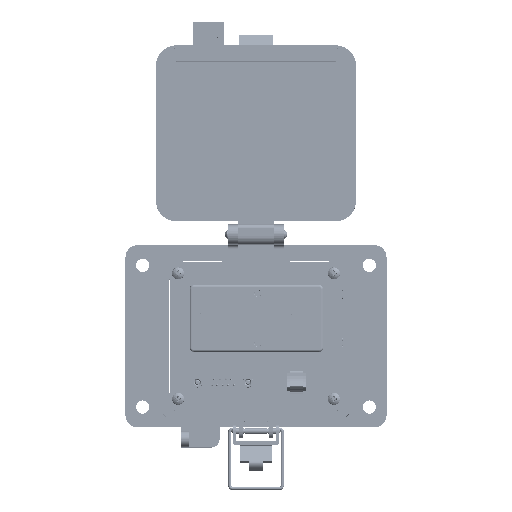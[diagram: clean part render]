
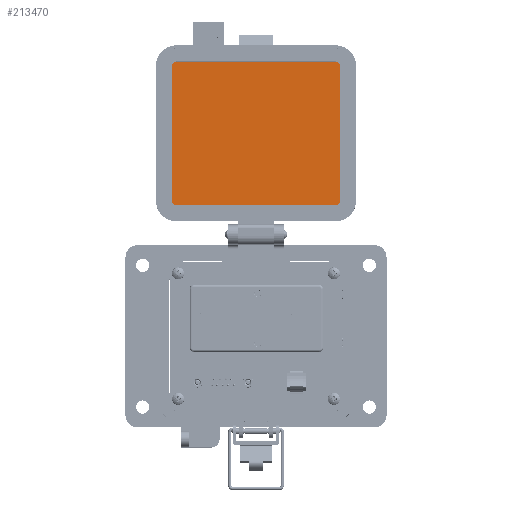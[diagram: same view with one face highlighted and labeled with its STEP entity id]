
A CAD part, top view. The second image highlights one B-rep face of the part: STEP entity #213470.
In plain terms, the highlighted planar face has unit normal (0, 0, 1).
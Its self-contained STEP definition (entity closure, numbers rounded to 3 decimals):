
#5939 = DIRECTION ( 'NONE',  ( 0., 0., -1. ) ) ;
#6862 = LINE ( 'NONE', #197637, #216461 ) ;
#7780 = LINE ( 'NONE', #195225, #30557 ) ;
#10138 = CIRCLE ( 'NONE', #79025, 2.299 ) ;
#17996 = AXIS2_PLACEMENT_3D ( 'NONE', #139158, #208448, #52814 ) ;
#19649 = PLANE ( 'NONE',  #104240 ) ;
#20984 = CARTESIAN_POINT ( 'NONE',  ( -3.279, 57.705, 19.202 ) ) ;
#25044 = VERTEX_POINT ( 'NONE', #175136 ) ;
#27325 = CARTESIAN_POINT ( 'NONE',  ( -44.769, 126.389, 19.202 ) ) ;
#30557 = VECTOR ( 'NONE', #142992, 1000. ) ;
#34277 = ORIENTED_EDGE ( 'NONE', *, *, #72203, .F. ) ;
#35716 = CARTESIAN_POINT ( 'NONE',  ( -44.769, 60.004, 19.202 ) ) ;
#39363 = DIRECTION ( 'NONE',  ( 0., 0., -1. ) ) ;
#43098 = ORIENTED_EDGE ( 'NONE', *, *, #89605, .F. ) ;
#50559 = CIRCLE ( 'NONE', #17996, 2.299 ) ;
#52691 = ORIENTED_EDGE ( 'NONE', *, *, #64251, .F. ) ;
#52797 = CARTESIAN_POINT ( 'NONE',  ( 38.212, 60.004, 19.202 ) ) ;
#52814 = DIRECTION ( 'NONE',  ( 0., -1., 0. ) ) ;
#53851 = CARTESIAN_POINT ( 'NONE',  ( 38.212, 93.196, 19.202 ) ) ;
#57974 = DIRECTION ( 'NONE',  ( 1., 0., 0. ) ) ;
#64251 = EDGE_CURVE ( 'NONE', #205840, #105496, #7780, .T. ) ;
#65508 = DIRECTION ( 'NONE',  ( 0., 0., 1. ) ) ;
#70808 = CARTESIAN_POINT ( 'NONE',  ( 39.871, 130.108, 19.202 ) ) ;
#72203 = EDGE_CURVE ( 'NONE', #195008, #205840, #10138, .T. ) ;
#75246 = DIRECTION ( 'NONE',  ( 1., 0., 0. ) ) ;
#76663 = DIRECTION ( 'NONE',  ( 1., 0., 0. ) ) ;
#79025 = AXIS2_PLACEMENT_3D ( 'NONE', #147023, #162938, #76663 ) ;
#89605 = EDGE_CURVE ( 'NONE', #25044, #199122, #6862, .T. ) ;
#94265 = EDGE_CURVE ( 'NONE', #116597, #101769, #50559, .T. ) ;
#101769 = VERTEX_POINT ( 'NONE', #201919 ) ;
#104240 = AXIS2_PLACEMENT_3D ( 'NONE', #70808, #65508, #193424 ) ;
#105496 = VERTEX_POINT ( 'NONE', #27325 ) ;
#116597 = VERTEX_POINT ( 'NONE', #52797 ) ;
#118987 = CARTESIAN_POINT ( 'NONE',  ( 38.212, 126.389, 19.202 ) ) ;
#120833 = EDGE_CURVE ( 'NONE', #154620, #116597, #191306, .T. ) ;
#120927 = ORIENTED_EDGE ( 'NONE', *, *, #164401, .F. ) ;
#122234 = VECTOR ( 'NONE', #209474, 1000. ) ;
#122976 = ORIENTED_EDGE ( 'NONE', *, *, #94265, .F. ) ;
#130508 = CIRCLE ( 'NONE', #141538, 2.299 ) ;
#130640 = AXIS2_PLACEMENT_3D ( 'NONE', #194973, #39363, #177903 ) ;
#134502 = EDGE_LOOP ( 'NONE', ( #122976, #194147, #155702, #43098, #203252, #52691, #34277, #120927 ) ) ;
#139158 = CARTESIAN_POINT ( 'NONE',  ( 35.912, 60.004, 19.202 ) ) ;
#140296 = VECTOR ( 'NONE', #195895, 1000. ) ;
#141538 = AXIS2_PLACEMENT_3D ( 'NONE', #161503, #5939, #75246 ) ;
#142992 = DIRECTION ( 'NONE',  ( 0., 1., 0. ) ) ;
#147023 = CARTESIAN_POINT ( 'NONE',  ( -42.469, 60.004, 19.202 ) ) ;
#154620 = VERTEX_POINT ( 'NONE', #118987 ) ;
#155702 = ORIENTED_EDGE ( 'NONE', *, *, #194300, .F. ) ;
#159322 = FACE_OUTER_BOUND ( 'NONE', #134502, .T. ) ;
#161503 = CARTESIAN_POINT ( 'NONE',  ( 35.912, 126.389, 19.202 ) ) ;
#162899 = LINE ( 'NONE', #20984, #140296 ) ;
#162938 = DIRECTION ( 'NONE',  ( 0., 0., -1. ) ) ;
#164401 = EDGE_CURVE ( 'NONE', #101769, #195008, #162899, .T. ) ;
#174364 = CARTESIAN_POINT ( 'NONE',  ( -42.469, 57.705, 19.202 ) ) ;
#175136 = CARTESIAN_POINT ( 'NONE',  ( -42.469, 128.688, 19.202 ) ) ;
#177903 = DIRECTION ( 'NONE',  ( 0., -1., 0. ) ) ;
#181367 = CIRCLE ( 'NONE', #130640, 2.299 ) ;
#190692 = CARTESIAN_POINT ( 'NONE',  ( 35.912, 128.688, 19.202 ) ) ;
#191306 = LINE ( 'NONE', #53851, #122234 ) ;
#193424 = DIRECTION ( 'NONE',  ( -1., 0., 0. ) ) ;
#194147 = ORIENTED_EDGE ( 'NONE', *, *, #120833, .F. ) ;
#194300 = EDGE_CURVE ( 'NONE', #199122, #154620, #130508, .T. ) ;
#194973 = CARTESIAN_POINT ( 'NONE',  ( -42.469, 126.389, 19.202 ) ) ;
#195008 = VERTEX_POINT ( 'NONE', #174364 ) ;
#195225 = CARTESIAN_POINT ( 'NONE',  ( -44.769, 93.196, 19.202 ) ) ;
#195895 = DIRECTION ( 'NONE',  ( -1., 0., 0. ) ) ;
#197637 = CARTESIAN_POINT ( 'NONE',  ( -3.279, 128.688, 19.202 ) ) ;
#199122 = VERTEX_POINT ( 'NONE', #190692 ) ;
#201919 = CARTESIAN_POINT ( 'NONE',  ( 35.912, 57.705, 19.202 ) ) ;
#203252 = ORIENTED_EDGE ( 'NONE', *, *, #220669, .F. ) ;
#205840 = VERTEX_POINT ( 'NONE', #35716 ) ;
#208448 = DIRECTION ( 'NONE',  ( 0., 0., -1. ) ) ;
#209474 = DIRECTION ( 'NONE',  ( 0., -1., 0. ) ) ;
#213470 = ADVANCED_FACE ( 'NONE', ( #159322 ), #19649, .T. ) ;
#216461 = VECTOR ( 'NONE', #57974, 1000. ) ;
#220669 = EDGE_CURVE ( 'NONE', #105496, #25044, #181367, .T. ) ;
